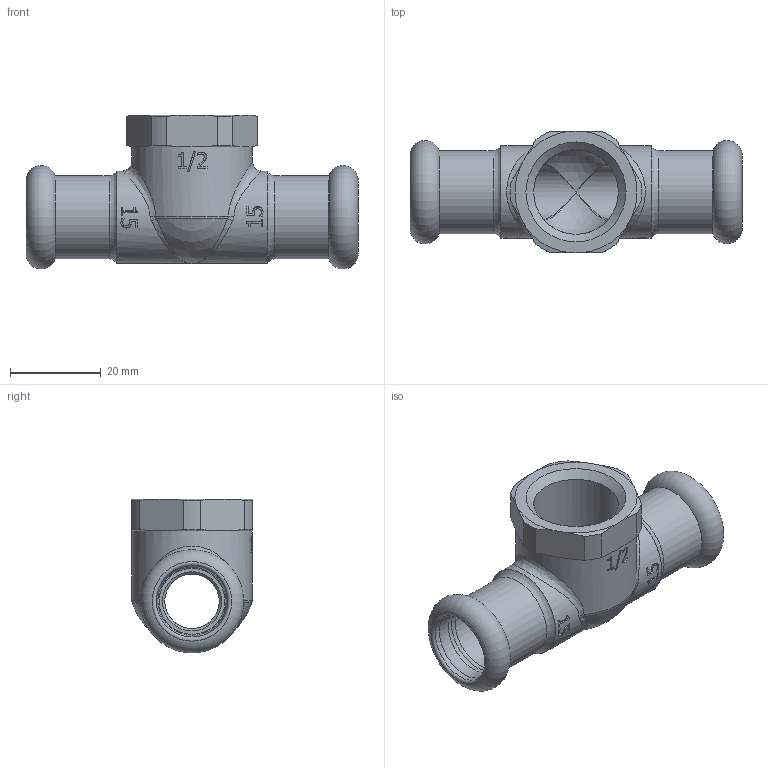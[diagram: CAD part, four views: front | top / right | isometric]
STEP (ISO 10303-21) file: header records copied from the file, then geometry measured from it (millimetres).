
FILE_DESCRIPTION(/* description */ (''),/* implementation_level */ '2;1');
FILE_NAME(/* name */ '189102015_Inoxpres.stp',/* time_stamp */ '2022-10-12T08:08:35+02:00',/* author */ ('Vault'),/* organization */ ('Raccorderie metalliche s.p.a. '),/* preprocessor_version */ 'ST-DEVELOPER v18.1',/* originating_system */ 'Autodesk Inventor 2020',/* authorisation */ 'Raccorderie metalliche s.p.a. ');
FILE_SCHEMA (('AUTOMOTIVE_DESIGN { 1 0 10303 214 3 1 1 }'));
Length unit declared in the file: millimetre
Products named in the file (1): 189102015_Inoxpres
Bounding box: 73 x 26.8 x 33.86 mm (x, y, z)
Volume: 15190.9 mm3; surface area: 10379.4 mm2
Topology: 1 solids, 1 shells, 186 faces, 515 edges, 330 vertices
Faces by surface type: bspline 62, plane 62, cylinder 27, torus 16, cone 15, sphere 4
Full cylindrical faces by diameter (mm): 12 x2, 15.3 x2, 15.7 x4, 18.3 x2, 18.631 x1, 20.3 x2, 26.5 x1
Entity records: 18731 total; most frequent: CARTESIAN_POINT 14469, ORIENTED_EDGE 1014, DIRECTION 691, EDGE_CURVE 507, VERTEX_POINT 330, AXIS2_PLACEMENT_3D 265, EDGE_LOOP 197, FACE_OUTER_BOUND 186
